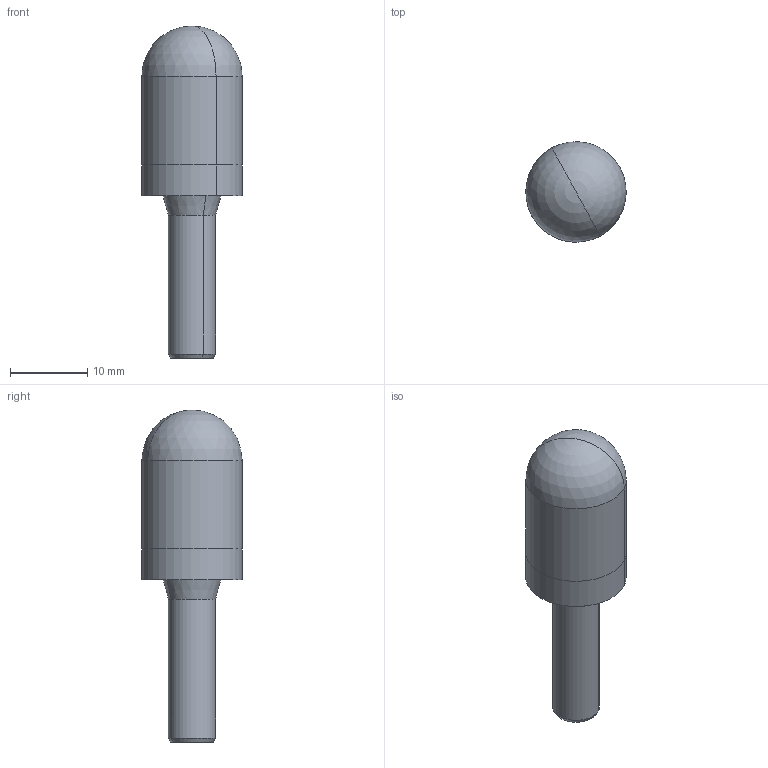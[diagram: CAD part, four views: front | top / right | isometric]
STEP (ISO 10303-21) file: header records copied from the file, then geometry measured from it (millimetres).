
FILE_DESCRIPTION(( 'MV.11PC00.06.stp' ), '1');
FILE_NAME( 'MV.11PC00.06.stp', '2021-02-22T16:22:15',( 'Sopra'),('sopra-pneumatic.com'), 'SwSTEP 2.0','SolidWorks 2009','' );
FILE_SCHEMA(('CONFIG_CONTROL_DESIGN'));
Length unit declared in the file: millimetre
Products named in the file (1): IR2972-06
Bounding box: 13 x 13 x 43 mm (x, y, z)
Volume: 2979 mm3; surface area: 2024.4 mm2
Topology: 2 solids, 2 shells, 22 faces, 46 edges, 26 vertices
Faces by surface type: cylinder 10, cone 6, plane 4, sphere 2
Entity records: 542 total; most frequent: ORIENTED_EDGE 84, CARTESIAN_POINT 83, DIRECTION 70, EDGE_CURVE 42, AXIS2_PLACEMENT_3D 41, CIRCLE 26, EDGE_LOOP 26, VERTEX_POINT 26
